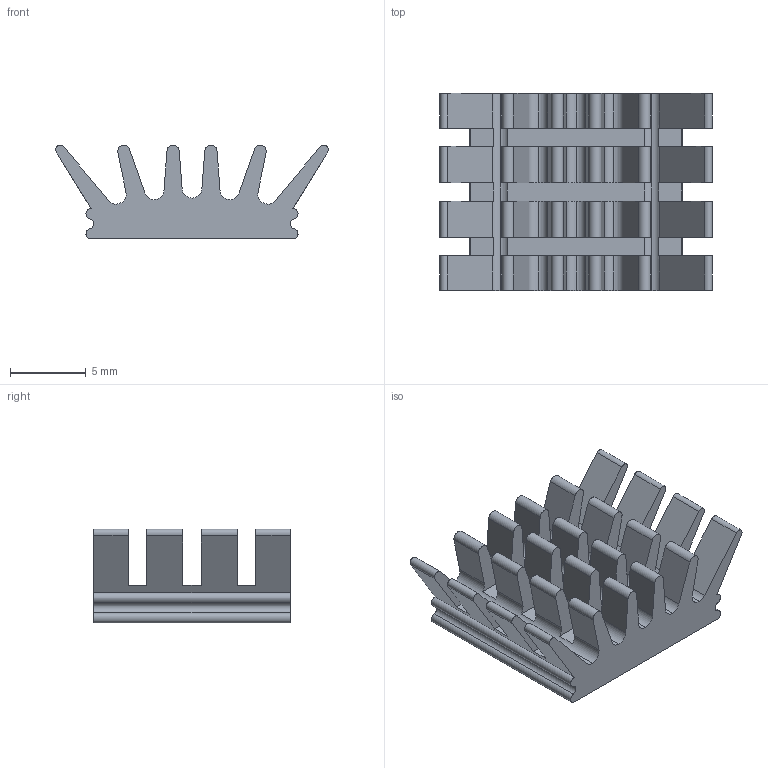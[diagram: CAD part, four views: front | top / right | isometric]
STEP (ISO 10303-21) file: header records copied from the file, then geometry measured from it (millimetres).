
FILE_DESCRIPTION (( 'STEP AP214' ), '1' );
FILE_NAME ('Heatsink 14x13x6.2.STEP', '2020-05-03T19:22:21', ( 'Bee-bee-mama' ), ( '' ), 'SwSTEP 2.0', 'SolidWorks 2018', '' );
FILE_SCHEMA (( 'AUTOMOTIVE_DESIGN' ));
Length unit declared in the file: millimetre
Products named in the file (1): Heatsink 14x13x6.2
Bounding box: 18 x 13 x 6.2 mm (x, y, z)
Volume: 664.3 mm3; surface area: 1082.8 mm2
Topology: 1 solids, 1 shells, 130 faces, 384 edges, 256 vertices
Faces by surface type: plane 72, cylinder 58
Entity records: 4422 total; most frequent: DIRECTION 786, CARTESIAN_POINT 771, ORIENTED_EDGE 768, EDGE_CURVE 384, AXIS2_PLACEMENT_3D 271, VERTEX_POINT 256, LINE 244, VECTOR 244
